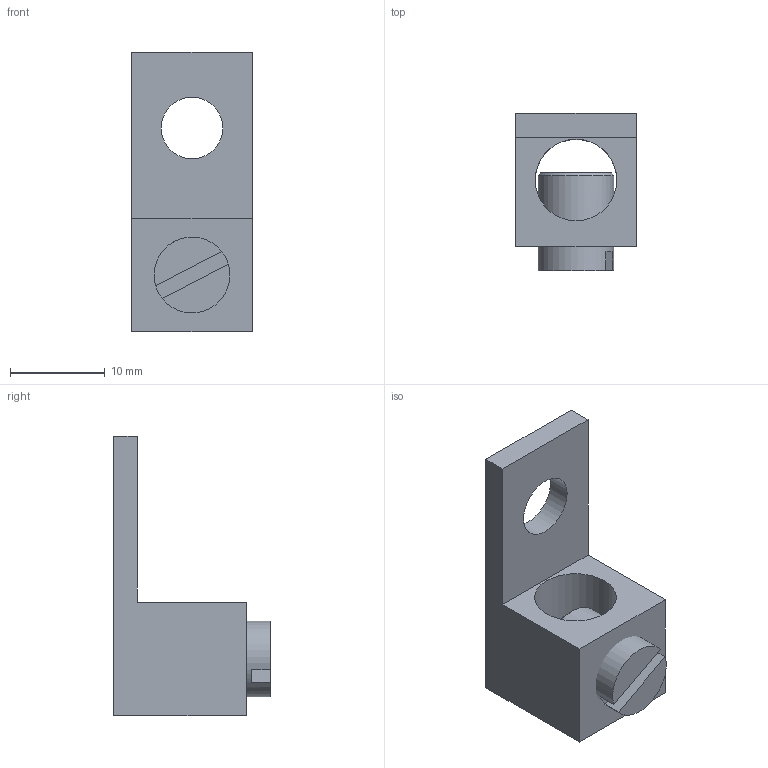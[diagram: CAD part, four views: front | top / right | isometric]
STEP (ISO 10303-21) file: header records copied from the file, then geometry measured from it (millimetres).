
FILE_DESCRIPTION(/* description */ (''),/* implementation_level */ '2;1');
FILE_NAME(/* name */ 'ELEC_Terminal Lug _KPA4CUNPL.iam.step',/* time_stamp */ '2015-01-02T19:31:24-08:00',/* author */ ('t8558es'),/* organization */ (''),/* preprocessor_version */ 'ST-DEVELOPER v15.6',/* originating_system */ 'Autodesk Inventor 2015',/* authorisation */ '');
FILE_SCHEMA (('AUTOMOTIVE_DESIGN { 1 0 10303 214 3 1 1 }'));
Products named in the file (3): Terminal Battery; Terminal Screw; ELEC_Terminal Lug _KPA4CUNPL
Assembly tree (2 placements, depth 2):
  ELEC_Terminal Lug _KPA4CUNPL
    Terminal Battery
    Terminal Screw
Bounding box: 12.75 x 16.54 x 29.5 mm (x, y, z)
Volume: 2298.3 mm3; surface area: 2102.8 mm2
Topology: 2 solids, 2 shells, 19 faces, 45 edges, 30 vertices
Faces by surface type: plane 14, cylinder 4, cone 1
Full cylindrical faces by diameter (mm): 6.5 x1, 6.917 x1, 8 x1, 8.589 x1
Entity records: 640 total; most frequent: CARTESIAN_POINT 131, DIRECTION 96, ORIENTED_EDGE 76, EDGE_CURVE 38, AXIS2_PLACEMENT_3D 35, EDGE_LOOP 30, VERTEX_POINT 28, LINE 26
